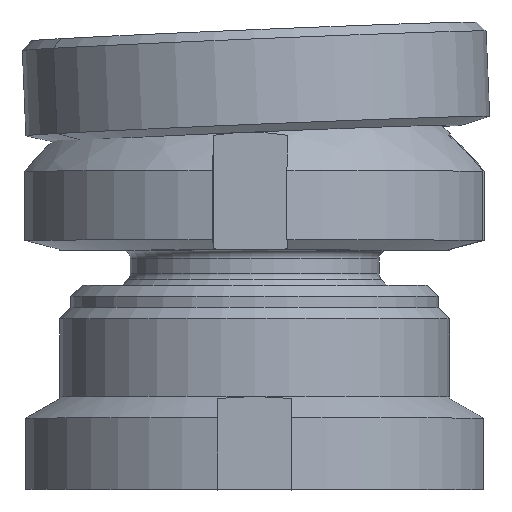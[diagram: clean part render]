
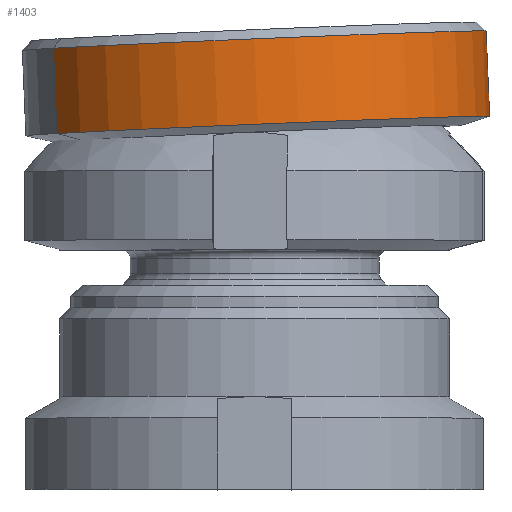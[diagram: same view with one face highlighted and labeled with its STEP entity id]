
A CAD part, top view. The second image highlights one B-rep face of the part: STEP entity #1403.
In plain terms, the highlighted cylindrical face has radius 12.5 mm (diameter 25 mm), a partial arc.
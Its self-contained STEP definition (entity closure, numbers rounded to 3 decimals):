
#13 = DIRECTION ( 'NONE',  ( 0., 0., 1. ) ) ;
#77 = DIRECTION ( 'NONE',  ( 0., 0., 1. ) ) ;
#158 = EDGE_CURVE ( 'NONE', #617, #239, #2013, .T. ) ;
#239 = VERTEX_POINT ( 'NONE', #2408 ) ;
#273 = CARTESIAN_POINT ( 'NONE',  ( 0., 0.993, 0. ) ) ;
#398 = CARTESIAN_POINT ( 'NONE',  ( 0., -3.605, -12.5 ) ) ;
#501 = CARTESIAN_POINT ( 'NONE',  ( 0., 0.993, 12.5 ) ) ;
#503 = LINE ( 'NONE', #1006, #1825 ) ;
#519 = EDGE_CURVE ( 'NONE', #665, #1484, #818, .T. ) ;
#617 = VERTEX_POINT ( 'NONE', #501 ) ;
#665 = VERTEX_POINT ( 'NONE', #1841 ) ;
#818 = CIRCLE ( 'NONE', #1569, 12.5 ) ;
#861 = ORIENTED_EDGE ( 'NONE', *, *, #519, .T. ) ;
#923 = DIRECTION ( 'NONE',  ( 0., 1., 0. ) ) ;
#1006 = CARTESIAN_POINT ( 'NONE',  ( 0., 6.428, -12.5 ) ) ;
#1012 = DIRECTION ( 'NONE',  ( 0., 1., 0. ) ) ;
#1260 = CYLINDRICAL_SURFACE ( 'NONE', #2824, 12.5 ) ;
#1403 = ADVANCED_FACE ( 'NONE', ( #3375 ), #1260, .T. ) ;
#1484 = VERTEX_POINT ( 'NONE', #398 ) ;
#1555 = ORIENTED_EDGE ( 'NONE', *, *, #2237, .F. ) ;
#1569 = AXIS2_PLACEMENT_3D ( 'NONE', #2572, #1012, #3132 ) ;
#1825 = VECTOR ( 'NONE', #2028, 1000. ) ;
#1841 = CARTESIAN_POINT ( 'NONE',  ( 0., -3.605, 12.5 ) ) ;
#1858 = ORIENTED_EDGE ( 'NONE', *, *, #158, .F. ) ;
#1902 = DIRECTION ( 'NONE',  ( 0., 1., 0. ) ) ;
#1941 = ORIENTED_EDGE ( 'NONE', *, *, #1962, .T. ) ;
#1962 = EDGE_CURVE ( 'NONE', #1484, #239, #503, .T. ) ;
#1979 = CARTESIAN_POINT ( 'NONE',  ( 0., 6.428, 12.5 ) ) ;
#2013 = CIRCLE ( 'NONE', #3275, 12.5 ) ;
#2028 = DIRECTION ( 'NONE',  ( 0., 1., 0. ) ) ;
#2166 = VECTOR ( 'NONE', #1902, 1000. ) ;
#2237 = EDGE_CURVE ( 'NONE', #665, #617, #3043, .T. ) ;
#2393 = DIRECTION ( 'NONE',  ( 0., 1., 0. ) ) ;
#2408 = CARTESIAN_POINT ( 'NONE',  ( 0., 0.993, -12.5 ) ) ;
#2572 = CARTESIAN_POINT ( 'NONE',  ( 0., -3.605, 0. ) ) ;
#2824 = AXIS2_PLACEMENT_3D ( 'NONE', #3305, #923, #77 ) ;
#2873 = EDGE_LOOP ( 'NONE', ( #861, #1941, #1858, #1555 ) ) ;
#3043 = LINE ( 'NONE', #1979, #2166 ) ;
#3132 = DIRECTION ( 'NONE',  ( 0., 0., 1. ) ) ;
#3275 = AXIS2_PLACEMENT_3D ( 'NONE', #273, #2393, #13 ) ;
#3305 = CARTESIAN_POINT ( 'NONE',  ( 0., 6.428, 0. ) ) ;
#3375 = FACE_OUTER_BOUND ( 'NONE', #2873, .T. ) ;
